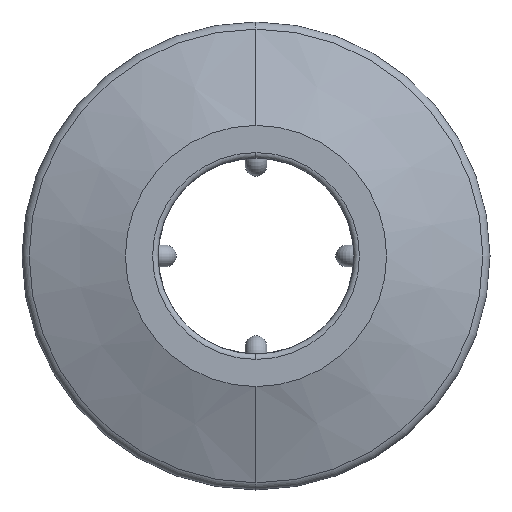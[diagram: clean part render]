
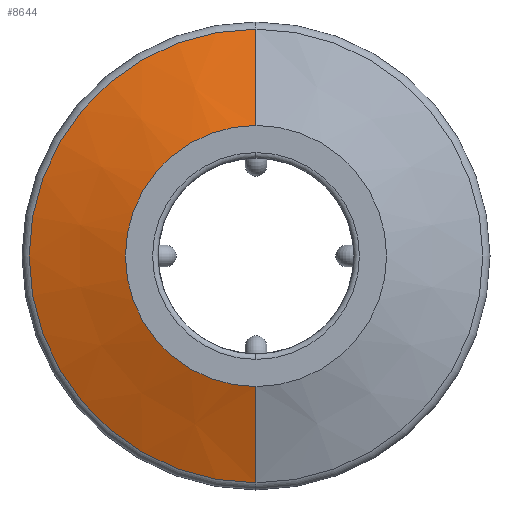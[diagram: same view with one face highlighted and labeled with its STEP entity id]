
A CAD part, left-side view. The second image highlights one B-rep face of the part: STEP entity #8644.
In plain terms, the highlighted conical face has half-angle 70 degrees and reference radius 21.5 mm.
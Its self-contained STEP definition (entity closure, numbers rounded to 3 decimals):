
#4132 = AXIS2_PLACEMENT_3D ( 'NONE', #13811, #13809, #13805 ) ;
#4133 = CONICAL_SURFACE ( 'NONE', #4132, 21.5, 1.222 ) ;
#4194 = CARTESIAN_POINT ( 'NONE',  ( 0., 0., 12. ) ) ;
#4208 = CARTESIAN_POINT ( 'NONE',  ( 3.218, 0., -20.842 ) ) ;
#7159 = VECTOR ( 'NONE', #10529, 1000. ) ;
#7165 = CIRCLE ( 'NONE', #7177, 12. ) ;
#7169 = VECTOR ( 'NONE', #10526, 1000. ) ;
#7177 = AXIS2_PLACEMENT_3D ( 'NONE', #10522, #10523, #10524 ) ;
#7657 = EDGE_LOOP ( 'NONE', ( #17641, #17642, #17643, #17644 ) ) ;
#8644 = ADVANCED_FACE ( 'NONE', ( #13808 ), #4133, .T. ) ;
#10516 = CARTESIAN_POINT ( 'NONE',  ( 3.458, 0., 21.5 ) ) ;
#10520 = LINE ( 'NONE', #10527, #7159 ) ;
#10521 = LINE ( 'NONE', #10516, #7169 ) ;
#10522 = CARTESIAN_POINT ( 'NONE',  ( 0., 0., 0. ) ) ;
#10523 = DIRECTION ( 'NONE',  ( -1., 0., 0. ) ) ;
#10524 = DIRECTION ( 'NONE',  ( 0., 0., 1. ) ) ;
#10526 = DIRECTION ( 'NONE',  ( 0.342, 0., 0.94 ) ) ;
#10527 = CARTESIAN_POINT ( 'NONE',  ( 3.458, 0., -21.5 ) ) ;
#10529 = DIRECTION ( 'NONE',  ( 0.342, 0., -0.94 ) ) ;
#11299 = VERTEX_POINT ( 'NONE', #13849 ) ;
#11301 = VERTEX_POINT ( 'NONE', #13851 ) ;
#11318 = VERTEX_POINT ( 'NONE', #4194 ) ;
#11332 = VERTEX_POINT ( 'NONE', #4208 ) ;
#12186 = EDGE_CURVE ( 'NONE', #11318, #11301, #7165, .T. ) ;
#12187 = EDGE_CURVE ( 'NONE', #11318, #11299, #10521, .T. ) ;
#12188 = EDGE_CURVE ( 'NONE', #11301, #11332, #10520, .T. ) ;
#12543 = EDGE_CURVE ( 'NONE', #11299, #11332, #13075, .T. ) ;
#13075 = CIRCLE ( 'NONE', #13082, 20.842 ) ;
#13082 = AXIS2_PLACEMENT_3D ( 'NONE', #16521, #16522, #16523 ) ;
#13805 = DIRECTION ( 'NONE',  ( 0., 0., -1. ) ) ;
#13808 = FACE_OUTER_BOUND ( 'NONE', #7657, .T. ) ;
#13809 = DIRECTION ( 'NONE',  ( 1., 0., 0. ) ) ;
#13811 = CARTESIAN_POINT ( 'NONE',  ( 3.458, 0., 0. ) ) ;
#13849 = CARTESIAN_POINT ( 'NONE',  ( 3.218, 0., 20.842 ) ) ;
#13851 = CARTESIAN_POINT ( 'NONE',  ( 0., 0., -12. ) ) ;
#16521 = CARTESIAN_POINT ( 'NONE',  ( 3.218, 0., 0. ) ) ;
#16522 = DIRECTION ( 'NONE',  ( -1., 0., 0. ) ) ;
#16523 = DIRECTION ( 'NONE',  ( 0., 0., 1. ) ) ;
#17641 = ORIENTED_EDGE ( 'NONE', *, *, #12186, .F. ) ;
#17642 = ORIENTED_EDGE ( 'NONE', *, *, #12187, .T. ) ;
#17643 = ORIENTED_EDGE ( 'NONE', *, *, #12543, .T. ) ;
#17644 = ORIENTED_EDGE ( 'NONE', *, *, #12188, .F. ) ;
